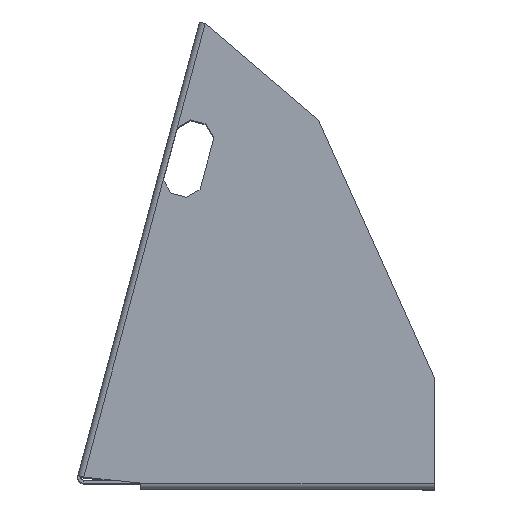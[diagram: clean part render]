
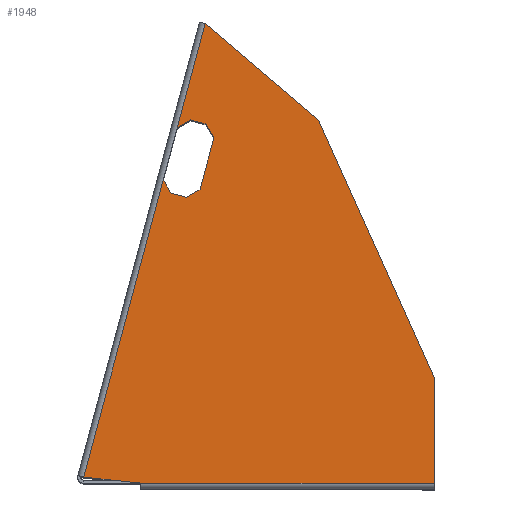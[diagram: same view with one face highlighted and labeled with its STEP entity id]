
A CAD part, top view. The second image highlights one B-rep face of the part: STEP entity #1948.
In plain terms, the highlighted planar face has unit normal (0, 0, 1).
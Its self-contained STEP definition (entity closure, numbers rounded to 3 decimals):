
#80=FACE_OUTER_BOUND('',#188,.T.);
#188=EDGE_LOOP('',(#1437,#1438,#1439,#1440,#1441,#1442,#1443,#1444,#1445,
#1446,#1447,#1448,#1449,#1450));
#267=LINE('',#2677,#531);
#290=LINE('',#2723,#554);
#311=LINE('',#2771,#575);
#362=LINE('',#2881,#626);
#366=LINE('',#2889,#630);
#372=LINE('',#2901,#636);
#385=LINE('',#2925,#649);
#387=LINE('',#2929,#651);
#389=LINE('',#2933,#653);
#391=LINE('',#2936,#655);
#392=LINE('',#2938,#656);
#393=LINE('',#2940,#657);
#394=LINE('',#2942,#658);
#395=LINE('',#2943,#659);
#531=VECTOR('',#2157,10.);
#554=VECTOR('',#2188,10.);
#575=VECTOR('',#2221,10.);
#626=VECTOR('',#2296,10.);
#630=VECTOR('',#2304,10.);
#636=VECTOR('',#2316,10.);
#649=VECTOR('',#2341,10.);
#651=VECTOR('',#2345,10.);
#653=VECTOR('',#2349,10.);
#655=VECTOR('',#2353,10.);
#656=VECTOR('',#2356,10.);
#657=VECTOR('',#2357,10.);
#658=VECTOR('',#2358,10.);
#659=VECTOR('',#2359,10.);
#795=VERTEX_POINT('',#2674);
#796=VERTEX_POINT('',#2676);
#815=VERTEX_POINT('',#2721);
#836=VERTEX_POINT('',#2770);
#882=VERTEX_POINT('',#2878);
#883=VERTEX_POINT('',#2880);
#885=VERTEX_POINT('',#2888);
#888=VERTEX_POINT('',#2900);
#891=VERTEX_POINT('',#2914);
#893=VERTEX_POINT('',#2924);
#894=VERTEX_POINT('',#2928);
#895=VERTEX_POINT('',#2932);
#896=VERTEX_POINT('',#2939);
#897=VERTEX_POINT('',#2941);
#971=EDGE_CURVE('',#796,#795,#267,.T.);
#994=EDGE_CURVE('',#795,#815,#290,.T.);
#1017=EDGE_CURVE('',#836,#796,#311,.T.);
#1072=EDGE_CURVE('',#883,#882,#362,.T.);
#1076=EDGE_CURVE('',#885,#883,#366,.T.);
#1082=EDGE_CURVE('',#888,#885,#372,.T.);
#1095=EDGE_CURVE('',#893,#891,#385,.T.);
#1097=EDGE_CURVE('',#894,#893,#387,.T.);
#1099=EDGE_CURVE('',#895,#894,#389,.T.);
#1101=EDGE_CURVE('',#882,#895,#391,.T.);
#1102=EDGE_CURVE('',#888,#815,#392,.T.);
#1103=EDGE_CURVE('',#896,#891,#393,.T.);
#1104=EDGE_CURVE('',#896,#897,#394,.T.);
#1105=EDGE_CURVE('',#897,#836,#395,.T.);
#1437=ORIENTED_EDGE('',*,*,#971,.T.);
#1438=ORIENTED_EDGE('',*,*,#994,.T.);
#1439=ORIENTED_EDGE('',*,*,#1102,.F.);
#1440=ORIENTED_EDGE('',*,*,#1082,.T.);
#1441=ORIENTED_EDGE('',*,*,#1076,.T.);
#1442=ORIENTED_EDGE('',*,*,#1072,.T.);
#1443=ORIENTED_EDGE('',*,*,#1101,.T.);
#1444=ORIENTED_EDGE('',*,*,#1099,.T.);
#1445=ORIENTED_EDGE('',*,*,#1097,.T.);
#1446=ORIENTED_EDGE('',*,*,#1095,.T.);
#1447=ORIENTED_EDGE('',*,*,#1103,.F.);
#1448=ORIENTED_EDGE('',*,*,#1104,.T.);
#1449=ORIENTED_EDGE('',*,*,#1105,.T.);
#1450=ORIENTED_EDGE('',*,*,#1017,.T.);
#1850=PLANE('',#2062);
#1948=ADVANCED_FACE('',(#80),#1850,.F.);
#2062=AXIS2_PLACEMENT_3D('',#2937,#2354,#2355);
#2157=DIRECTION('',(-0.41,0.912,0.));
#2188=DIRECTION('',(-0.761,0.649,0.));
#2221=DIRECTION('',(0.,1.,0.));
#2296=DIRECTION('',(0.5,-0.866,0.));
#2304=DIRECTION('',(0.966,-0.259,0.));
#2316=DIRECTION('',(0.866,0.5,0.));
#2341=DIRECTION('',(-0.5,0.866,0.));
#2345=DIRECTION('',(-0.966,0.259,0.));
#2349=DIRECTION('',(-0.866,-0.5,0.));
#2353=DIRECTION('',(-0.259,-0.966,0.));
#2354=DIRECTION('center_axis',(0.,0.,
-1.));
#2355=DIRECTION('ref_axis',(-0.966,0.259,0.));
#2356=DIRECTION('',(0.259,0.966,0.));
#2357=DIRECTION('',(0.259,0.966,0.));
#2358=DIRECTION('',(0.995,-0.104,0.));
#2359=DIRECTION('',(1.,0.,0.));
#2674=CARTESIAN_POINT('',(35.302,53.206,80.88));
#2676=CARTESIAN_POINT('',(52.413,15.147,80.88));
#2677=CARTESIAN_POINT('',(49.579,21.451,80.88));
#2721=CARTESIAN_POINT('',(18.542,67.501,80.88));
#2723=CARTESIAN_POINT('',(35.585,52.965,80.88));
#2770=CARTESIAN_POINT('',(52.413,-0.44,80.88));
#2771=CARTESIAN_POINT('',(52.413,10.983,80.88));
#2878=CARTESIAN_POINT('',(19.833,50.625,80.88));
#2880=CARTESIAN_POINT('',(18.666,52.646,80.88));
#2881=CARTESIAN_POINT('',(27.421,37.483,80.88));
#2888=CARTESIAN_POINT('',(16.412,53.25,80.88));
#2889=CARTESIAN_POINT('',(31.606,49.179,80.88));
#2900=CARTESIAN_POINT('',(14.415,52.097,80.88));
#2901=CARTESIAN_POINT('',(18.801,54.629,80.88));
#2914=CARTESIAN_POINT('',(12.354,44.406,80.88));
#2924=CARTESIAN_POINT('',(13.507,42.409,80.88));
#2925=CARTESIAN_POINT('',(20.69,29.968,80.88));
#2928=CARTESIAN_POINT('',(15.761,41.805,80.88));
#2929=CARTESIAN_POINT('',(29.828,38.035,80.88));
#2932=CARTESIAN_POINT('',(17.782,42.971,80.88));
#2933=CARTESIAN_POINT('',(22.881,45.915,80.88));
#2936=CARTESIAN_POINT('',(17.407,41.571,80.88));
#2937=CARTESIAN_POINT('Origin',(41.52,25.406,80.88));
#2938=CARTESIAN_POINT('',(9.558,33.97,80.88));
#2939=CARTESIAN_POINT('',(0.573,0.44,80.88));
#2940=CARTESIAN_POINT('',(9.558,33.97,80.88));
#2941=CARTESIAN_POINT('',(9.,-0.44,80.88));
#2942=CARTESIAN_POINT('',(23.75,-1.98,80.88));
#2943=CARTESIAN_POINT('',(55.673,-0.44,80.88));
